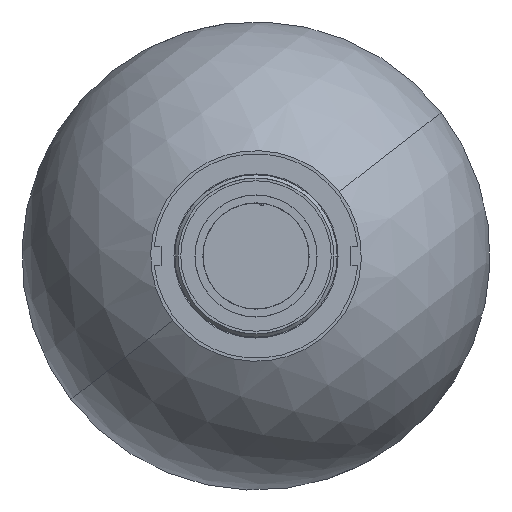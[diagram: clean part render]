
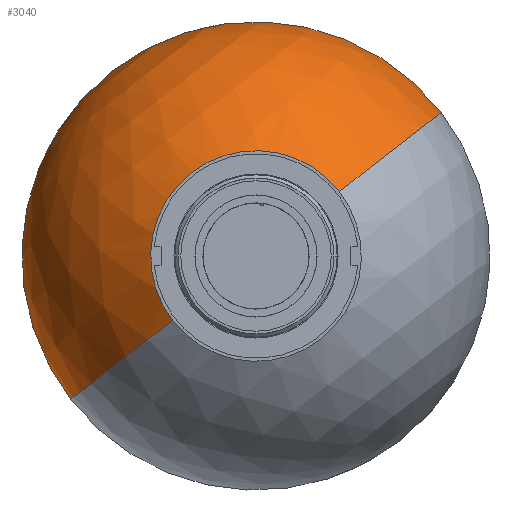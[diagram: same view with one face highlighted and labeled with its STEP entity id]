
A CAD part, front view. The second image highlights one B-rep face of the part: STEP entity #3040.
In plain terms, the highlighted spherical face has radius 114.5 mm.
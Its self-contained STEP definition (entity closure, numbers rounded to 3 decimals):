
#164 = ORIENTED_EDGE ( 'NONE', *, *, #1378, .F. ) ;
#302 = ORIENTED_EDGE ( 'NONE', *, *, #460, .T. ) ;
#333 = ORIENTED_EDGE ( 'NONE', *, *, #1801, .F. ) ;
#460 = EDGE_CURVE ( 'NONE', #747, #1887, #1520, .T. ) ;
#687 = CARTESIAN_POINT ( 'NONE',  ( 0., 97.768, -1.721 ) ) ;
#728 = CARTESIAN_POINT ( 'NONE',  ( 0., 97.768, -1.721 ) ) ;
#730 = AXIS2_PLACEMENT_3D ( 'NONE', #687, #2342, #2147 ) ;
#747 = VERTEX_POINT ( 'NONE', #1526 ) ;
#810 = CARTESIAN_POINT ( 'NONE',  ( -90.549, 97.768, -71.8 ) ) ;
#1022 = DIRECTION ( 'NONE',  ( -0.791, 0., -0.612 ) ) ;
#1028 = CARTESIAN_POINT ( 'NONE',  ( 0., 97.768, -1.721 ) ) ;
#1064 = CARTESIAN_POINT ( 'NONE',  ( 0., 97.768, -1.721 ) ) ;
#1085 = ORIENTED_EDGE ( 'NONE', *, *, #1843, .T. ) ;
#1378 = EDGE_CURVE ( 'NONE', #1925, #2854, #1529, .T. ) ;
#1447 = CIRCLE ( 'NONE', #2682, 114.5 ) ;
#1472 = DIRECTION ( 'NONE',  ( -0.612, 0., 0.791 ) ) ;
#1508 = DIRECTION ( 'NONE',  ( -0.791, 0., -0.612 ) ) ;
#1520 = CIRCLE ( 'NONE', #730, 114.5 ) ;
#1526 = CARTESIAN_POINT ( 'NONE',  ( 90.549, 97.768, 68.357 ) ) ;
#1529 = CIRCLE ( 'NONE', #1899, 51.5 ) ;
#1719 = DIRECTION ( 'NONE',  ( 0.791, 0., 0.612 ) ) ;
#1755 = CARTESIAN_POINT ( 'NONE',  ( 0., -4.497, -1.721 ) ) ;
#1795 = DIRECTION ( 'NONE',  ( -0.612, 0., 0.791 ) ) ;
#1801 = EDGE_CURVE ( 'NONE', #747, #1925, #1447, .T. ) ;
#1843 = EDGE_CURVE ( 'NONE', #1887, #2854, #2987, .T. ) ;
#1887 = VERTEX_POINT ( 'NONE', #810 ) ;
#1899 = AXIS2_PLACEMENT_3D ( 'NONE', #1755, #2960, #1022 ) ;
#1925 = VERTEX_POINT ( 'NONE', #2538 ) ;
#2147 = DIRECTION ( 'NONE',  ( -0.791, 0., -0.612 ) ) ;
#2232 = DIRECTION ( 'NONE',  ( 0.791, 0., 0.612 ) ) ;
#2342 = DIRECTION ( 'NONE',  ( 0., -1., 0. ) ) ;
#2361 = SPHERICAL_SURFACE ( 'NONE', #2852, 114.5 ) ;
#2402 = AXIS2_PLACEMENT_3D ( 'NONE', #1064, #1795, #2232 ) ;
#2407 = EDGE_LOOP ( 'NONE', ( #302, #1085, #164, #333 ) ) ;
#2538 = CARTESIAN_POINT ( 'NONE',  ( 40.727, -4.497, 29.799 ) ) ;
#2682 = AXIS2_PLACEMENT_3D ( 'NONE', #1028, #2712, #1508 ) ;
#2712 = DIRECTION ( 'NONE',  ( 0.612, 0., -0.791 ) ) ;
#2748 = FACE_OUTER_BOUND ( 'NONE', #2407, .T. ) ;
#2852 = AXIS2_PLACEMENT_3D ( 'NONE', #728, #1472, #1719 ) ;
#2854 = VERTEX_POINT ( 'NONE', #3051 ) ;
#2960 = DIRECTION ( 'NONE',  ( 0., -1., 0. ) ) ;
#2987 = CIRCLE ( 'NONE', #2402, 114.5 ) ;
#3040 = ADVANCED_FACE ( 'NONE', ( #2748 ), #2361, .T. ) ;
#3051 = CARTESIAN_POINT ( 'NONE',  ( -40.727, -4.497, -33.242 ) ) ;
